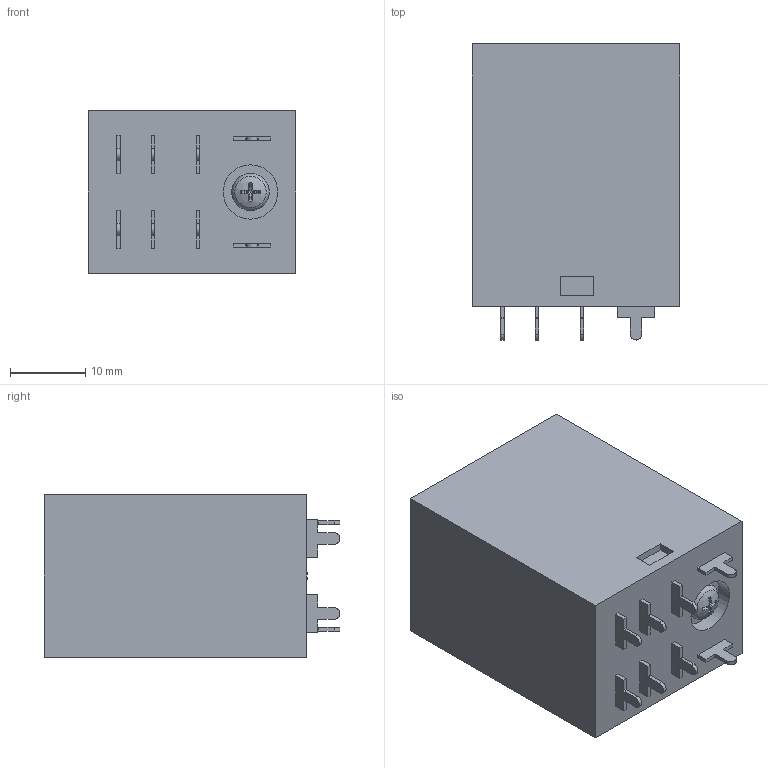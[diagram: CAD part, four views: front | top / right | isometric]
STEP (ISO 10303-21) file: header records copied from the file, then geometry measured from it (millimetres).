
FILE_DESCRIPTION(/* description */ ('J151 SERIES, 2C, SOLDER LUGS W/ FLANGE, 24VDC, .9W, W/ LED'),/* implementation_level */ '2;1');
FILE_NAME(/* name */ 'J1512CP.stp',/* time_stamp */ '2022-05-19T15:44:59-05:00',/* author */ ('cnher'),/* organization */ (''),/* preprocessor_version */ 'ST-DEVELOPER v19',/* originating_system */ 'Autodesk Inventor 2023',/* authorisation */ '');
FILE_SCHEMA (('AUTOMOTIVE_DESIGN { 1 0 10303 214 3 1 1 }'));
Length unit declared in the file: millimetre
Products named in the file (4): J1512CP; COVER; TERMINAL; EN ISO 7045 - M2.5 x 3 - 4.8 - H
Assembly tree (10 placements, depth 2):
  J1512CP
    COVER
    TERMINAL  x8
    EN ISO 7045 - M2.5 x 3 - 4.8 - H
Bounding box: 27.6 x 39.45 x 21.6 mm (x, y, z)
Volume: 20816 mm3; surface area: 5150.4 mm2
Topology: 10 solids, 10 shells, 186 faces, 457 edges, 304 vertices
Faces by surface type: plane 140, cylinder 28, cone 12, torus 5, sphere 1
Full cylindrical faces by diameter (mm): 2.256 x1, 2.5 x2, 7.25 x1
Entity records: 3282 total; most frequent: CARTESIAN_POINT 702, DIRECTION 496, ORIENTED_EDGE 492, EDGE_CURVE 246, LINE 180, VECTOR 180, VERTEX_POINT 164, AXIS2_PLACEMENT_3D 158
